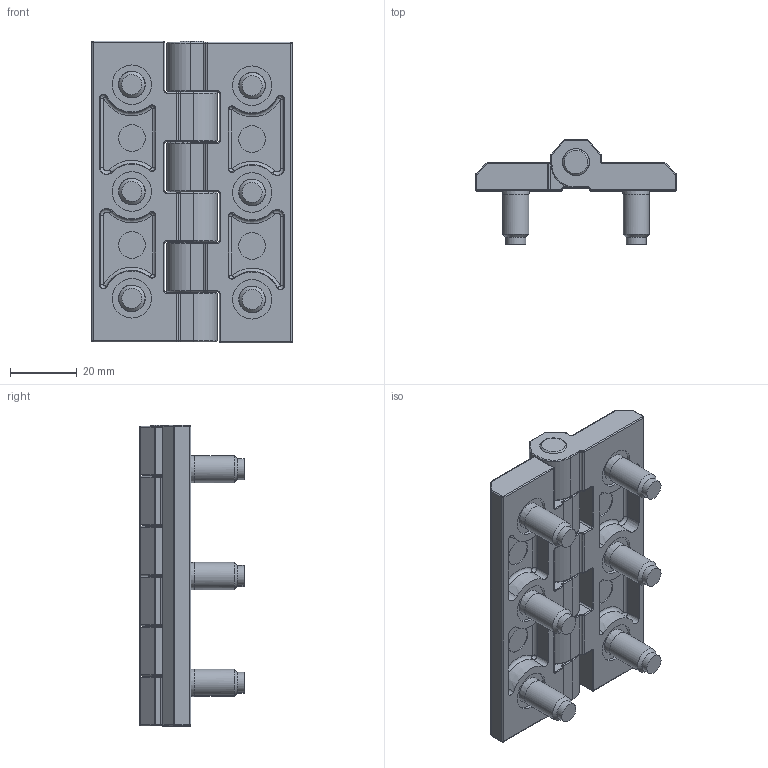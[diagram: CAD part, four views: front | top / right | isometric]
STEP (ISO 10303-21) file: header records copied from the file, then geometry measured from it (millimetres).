
FILE_DESCRIPTION(('STEP AP203'),'1');
FILE_NAME('900.1.2.step','2015-05-08T14:22:00',(' '),(' '),'Spatial InterOp 3D',' ',' ');
FILE_SCHEMA(('CONFIG_CONTROL_DESIGN'));
Length unit declared in the file: millimetre
Products named in the file (9): 1; 2; 3; 4; 5; 6; 7; 8; 9
Bounding box: 60 x 31.3 x 90.3 mm (x, y, z)
Volume: 49613.3 mm3; surface area: 27208.1 mm2
Topology: 9 solids, 9 shells, 655 faces, 1532 edges, 905 vertices
Faces by surface type: cylinder 225, plane 220, bspline 94, torus 68, cone 44, sphere 4
Full cylindrical faces by diameter (mm): 6 x6, 7.85 x6, 8 x5, 8.1 x6, 11.8 x6
Entity records: 20660 total; most frequent: CARTESIAN_POINT 5584, DIRECTION 3336, ORIENTED_EDGE 2902, EDGE_CURVE 1451, AXIS2_PLACEMENT_3D 1353, VERTEX_POINT 877, CIRCLE 783, EDGE_LOOP 730
